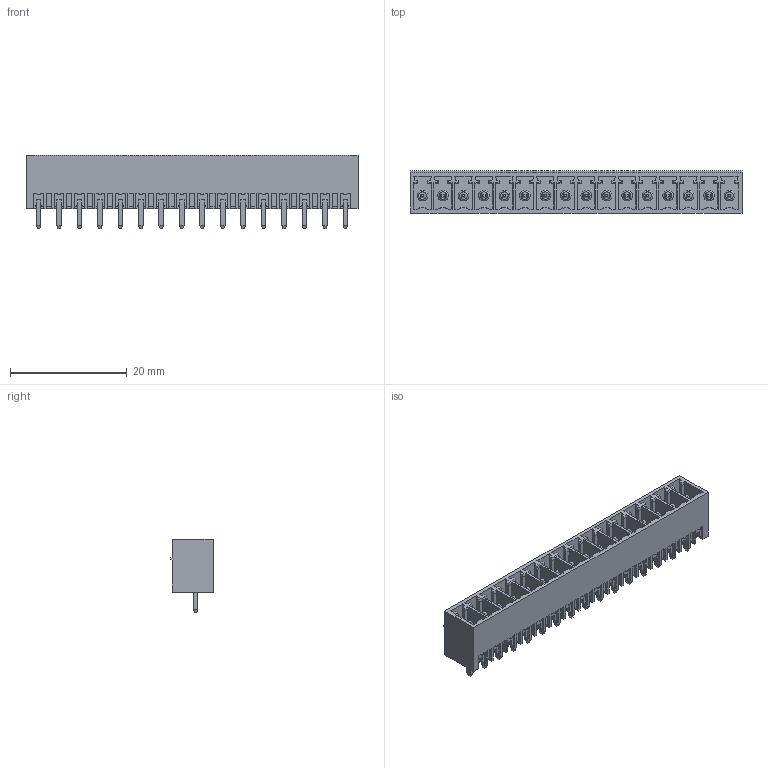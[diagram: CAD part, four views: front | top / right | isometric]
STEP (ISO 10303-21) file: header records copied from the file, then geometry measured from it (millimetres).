
FILE_DESCRIPTION(('STEP AP214'),'1');
FILE_NAME('PV16-3,5-V-P.stp','2018-11-29T10:41:08',(' '),(' '),'Spatial InterOp 3D',' ',' ');
FILE_SCHEMA(('AUTOMOTIVE_DESIGN { 1 0 10303 214 1 1 1 1 }'));
Length unit declared in the file: metre
Products named in the file (1): 1
Bounding box: 56.8 x 7.25 x 12.6 mm (x, y, z)
Volume: 1900.7 mm3; surface area: 4941.2 mm2
Topology: 1 solids, 1 shells, 1077 faces, 2793 edges, 1766 vertices
Faces by surface type: plane 996, cylinder 49, torus 16, cone 16
Full cylindrical faces by diameter (mm): 1.8 x16
Entity records: 40294 total; most frequent: CARTESIAN_POINT 5669, ORIENTED_EDGE 5490, DIRECTION 4999, EDGE_CURVE 2745, LINE 2583, VECTOR 2583, VERTEX_POINT 1750, AXIS2_PLACEMENT_3D 1208
